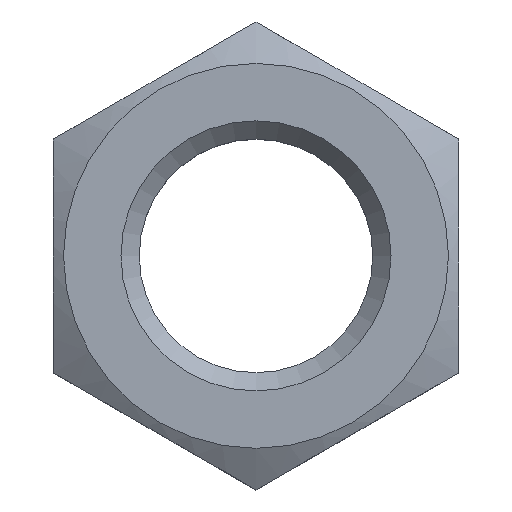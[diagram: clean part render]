
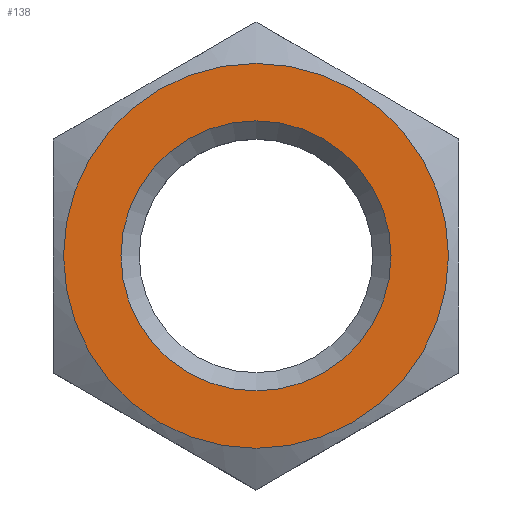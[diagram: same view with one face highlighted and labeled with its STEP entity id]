
A CAD part, top view. The second image highlights one B-rep face of the part: STEP entity #138.
In plain terms, the highlighted planar face has unit normal (0, 0, 1).
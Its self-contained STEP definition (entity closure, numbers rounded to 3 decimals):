
#138=ADVANCED_FACE('',(#243,#245),#247,.T.);
#243=FACE_BOUND('',#244,.T.);
#244=EDGE_LOOP('',(#312));
#245=FACE_BOUND('',#246,.T.);
#246=EDGE_LOOP('',(#313));
#247=PLANE('',#248);
#248=AXIS2_PLACEMENT_3D('',#249,#250,#251);
#249=CARTESIAN_POINT('',(0.,0.,10.));
#250=DIRECTION('',(0.,0.,1.));
#251=DIRECTION('',(1.,0.,0.));
#312=ORIENTED_EDGE('',*,*,#340,.T.);
#313=ORIENTED_EDGE('',*,*,#341,.T.);
#340=EDGE_CURVE('',#380,#380,#381,.F.);
#341=EDGE_CURVE('',#382,#382,#383,.F.);
#380=VERTEX_POINT('',#1022);
#381=CIRCLE('',#1023,14.25);
#382=VERTEX_POINT('',#1027);
#383=CIRCLE('',#1028,10.);
#1022=CARTESIAN_POINT('',(0.,14.25,10.));
#1023=AXIS2_PLACEMENT_3D('',#1024,#1025,#1026);
#1024=CARTESIAN_POINT('',(0.,0.,10.));
#1025=DIRECTION('',(0.,0.,-1.));
#1026=DIRECTION('',(0.,1.,0.));
#1027=CARTESIAN_POINT('',(10.,0.,10.));
#1028=AXIS2_PLACEMENT_3D('',#1029,#1030,#1031);
#1029=CARTESIAN_POINT('',(0.,0.,10.));
#1030=DIRECTION('',(0.,0.,1.));
#1031=DIRECTION('',(1.,0.,0.));
